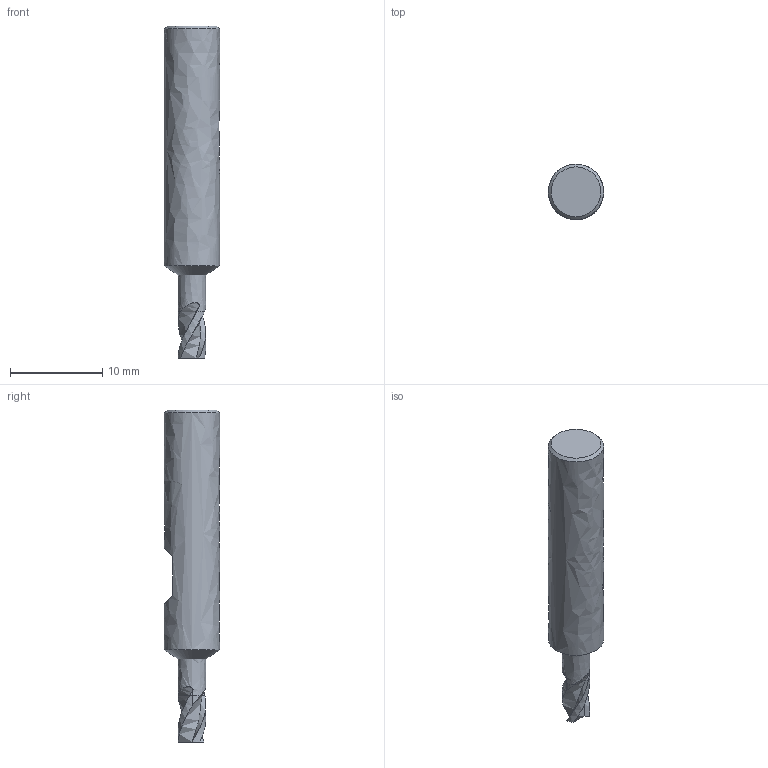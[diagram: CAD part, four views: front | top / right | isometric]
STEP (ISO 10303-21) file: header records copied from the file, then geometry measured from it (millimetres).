
FILE_DESCRIPTION(('STEP'), '1');
FILE_NAME('2510060030.stp', '2023-01-10T15:23:40', ('TDM Systems GmbH'), ('TDM Systems GmbH'), 'HarmonyWare STEP v2.1.2-dev Express v3.0.0.0', 'TDM', 'Unknown');
FILE_SCHEMA(('AUTOMOTIVE_DESIGN'));
Length unit declared in the file: millimetre
Products named in the file (1): NONE
Bounding box: 6 x 6 x 36 mm (x, y, z)
Volume: 785.5 mm3; surface area: 642.3 mm2
Topology: 2 solids, 2 shells, 28 faces, 76 edges, 58 vertices
Faces by surface type: bspline 21, plane 7
Entity records: 2299 total; most frequent: CARTESIAN_POINT 1636, ORIENTED_EDGE 144, DIRECTION 88, EDGE_CURVE 72, VERTEX_POINT 49, LINE 32, VECTOR 32, EDGE_LOOP 29
